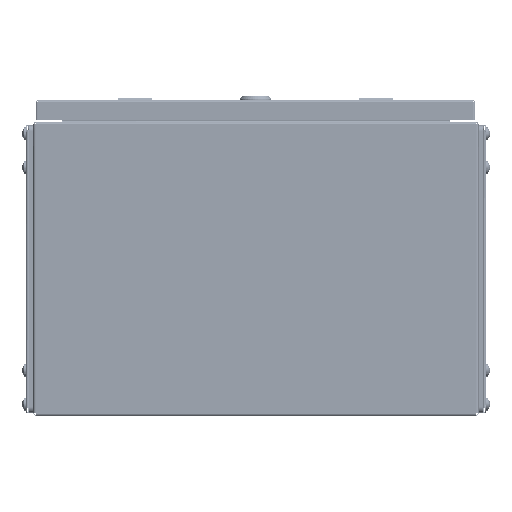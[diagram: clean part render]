
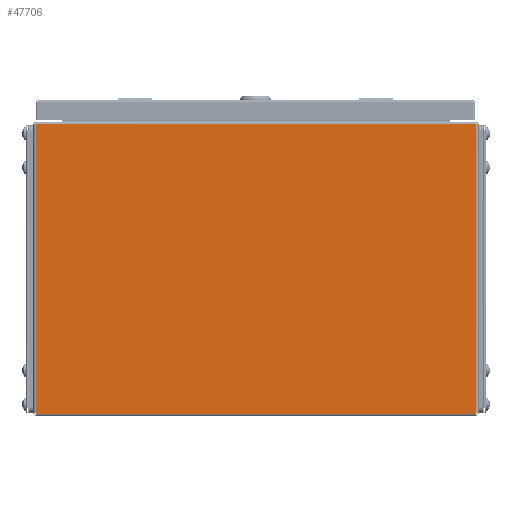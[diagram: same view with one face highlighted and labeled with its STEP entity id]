
A CAD part, left-side view. The second image highlights one B-rep face of the part: STEP entity #47706.
In plain terms, the highlighted planar face has unit normal (-1, 0, 0).
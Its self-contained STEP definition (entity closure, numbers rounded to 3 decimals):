
#6290 = FACE_OUTER_BOUND ( 'NONE', #81617, .T. ) ;
#8244 = EDGE_CURVE ( 'NONE', #70874, #38045, #20663, .T. ) ;
#13664 = CARTESIAN_POINT ( 'NONE',  ( -200., 195.5, 0. ) ) ;
#14952 = VERTEX_POINT ( 'NONE', #34230 ) ;
#17193 = CARTESIAN_POINT ( 'NONE',  ( -200., -195.5, 257.5 ) ) ;
#17250 = ORIENTED_EDGE ( 'NONE', *, *, #8244, .T. ) ;
#20596 = ORIENTED_EDGE ( 'NONE', *, *, #65860, .F. ) ;
#20663 = LINE ( 'NONE', #13664, #62027 ) ;
#23775 = LINE ( 'NONE', #17193, #25240 ) ;
#25240 = VECTOR ( 'NONE', #29920, 1000. ) ;
#27949 = CARTESIAN_POINT ( 'NONE',  ( -200., 195.5, 1. ) ) ;
#29920 = DIRECTION ( 'NONE',  ( 0., 1., 0. ) ) ;
#34230 = CARTESIAN_POINT ( 'NONE',  ( -200., -195.5, 1. ) ) ;
#35833 = CARTESIAN_POINT ( 'NONE',  ( -200., -195.5, 0. ) ) ;
#36598 = VECTOR ( 'NONE', #67365, 1000. ) ;
#37413 = CARTESIAN_POINT ( 'NONE',  ( -200., 195.5, 257.5 ) ) ;
#38045 = VERTEX_POINT ( 'NONE', #44667 ) ;
#40170 = EDGE_CURVE ( 'NONE', #83823, #70874, #23775, .T. ) ;
#43407 = ORIENTED_EDGE ( 'NONE', *, *, #40170, .T. ) ;
#44667 = CARTESIAN_POINT ( 'NONE',  ( -200., 195.5, 1. ) ) ;
#44707 = DIRECTION ( 'NONE',  ( 0., 0., -1. ) ) ;
#45144 = DIRECTION ( 'NONE',  ( 1., 0., 0. ) ) ;
#47706 = ADVANCED_FACE ( 'NONE', ( #6290 ), #55817, .F. ) ;
#50295 = ORIENTED_EDGE ( 'NONE', *, *, #65764, .T. ) ;
#53362 = VECTOR ( 'NONE', #54627, 1000. ) ;
#54627 = DIRECTION ( 'NONE',  ( 0., 0., 1. ) ) ;
#55817 = PLANE ( 'NONE',  #56469 ) ;
#56469 = AXIS2_PLACEMENT_3D ( 'NONE', #84549, #45144, #44707 ) ;
#59621 = DIRECTION ( 'NONE',  ( 0., 0., -1. ) ) ;
#61208 = LINE ( 'NONE', #35833, #53362 ) ;
#62027 = VECTOR ( 'NONE', #59621, 1000. ) ;
#65764 = EDGE_CURVE ( 'NONE', #14952, #83823, #61208, .T. ) ;
#65860 = EDGE_CURVE ( 'NONE', #14952, #38045, #76093, .T. ) ;
#67365 = DIRECTION ( 'NONE',  ( 0., 1., 0. ) ) ;
#70874 = VERTEX_POINT ( 'NONE', #37413 ) ;
#76093 = LINE ( 'NONE', #27949, #36598 ) ;
#81617 = EDGE_LOOP ( 'NONE', ( #43407, #17250, #20596, #50295 ) ) ;
#83119 = CARTESIAN_POINT ( 'NONE',  ( -200., -195.5, 257.5 ) ) ;
#83823 = VERTEX_POINT ( 'NONE', #83119 ) ;
#84549 = CARTESIAN_POINT ( 'NONE',  ( -200., 0., 0. ) ) ;
